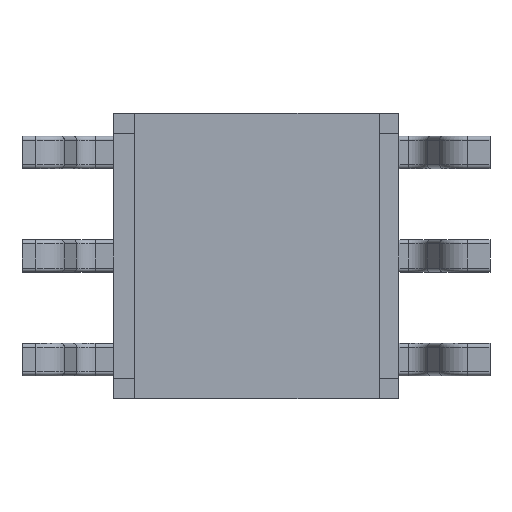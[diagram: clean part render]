
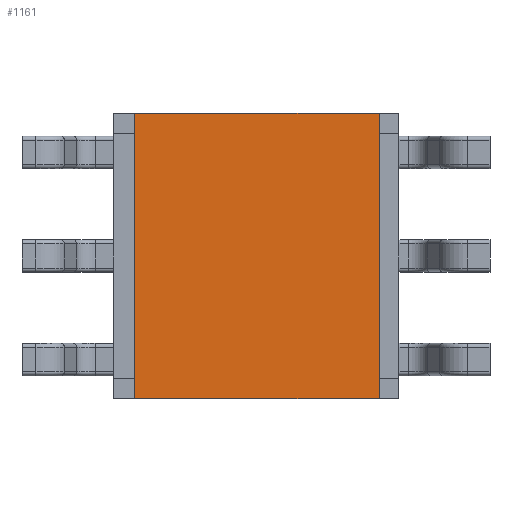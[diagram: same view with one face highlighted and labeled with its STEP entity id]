
A CAD part, front view. The second image highlights one B-rep face of the part: STEP entity #1161.
In plain terms, the highlighted planar face has unit normal (0, -1, 0).
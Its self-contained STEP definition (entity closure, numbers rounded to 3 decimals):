
#240 = CARTESIAN_POINT ( 'NONE',  ( 8.081, 0.5, 0.731 ) ) ;
#380 = VERTEX_POINT ( 'NONE', #959 ) ;
#959 = CARTESIAN_POINT ( 'NONE',  ( 14.081, 0.5, 0.731 ) ) ;
#1161 = ADVANCED_FACE ( 'NONE', ( #8668 ), #8718, .T. ) ;
#1262 = VERTEX_POINT ( 'NONE', #6828 ) ;
#2052 = LINE ( 'NONE', #9258, #6724 ) ;
#2191 = VECTOR ( 'NONE', #3304, 1000. ) ;
#2378 = VERTEX_POINT ( 'NONE', #5157 ) ;
#2824 = VECTOR ( 'NONE', #8180, 1000. ) ;
#3304 = DIRECTION ( 'NONE',  ( 1., 0., 0. ) ) ;
#3344 = DIRECTION ( 'NONE',  ( 0., 0., -1. ) ) ;
#3956 = CARTESIAN_POINT ( 'NONE',  ( 8.081, 0.5, 8.731 ) ) ;
#4014 = LINE ( 'NONE', #3956, #2824 ) ;
#4124 = CARTESIAN_POINT ( 'NONE',  ( 8.081, 0.5, 8.731 ) ) ;
#4424 = ORIENTED_EDGE ( 'NONE', *, *, #10352, .T. ) ;
#4689 = LINE ( 'NONE', #5478, #6037 ) ;
#4715 = ORIENTED_EDGE ( 'NONE', *, *, #6776, .T. ) ;
#5157 = CARTESIAN_POINT ( 'NONE',  ( 14.081, 0.5, 7.731 ) ) ;
#5478 = CARTESIAN_POINT ( 'NONE',  ( 7.56, 0.5, 7.731 ) ) ;
#6037 = VECTOR ( 'NONE', #9537, 1000. ) ;
#6325 = VERTEX_POINT ( 'NONE', #240 ) ;
#6337 = AXIS2_PLACEMENT_3D ( 'NONE', #4124, #8289, #3344 ) ;
#6724 = VECTOR ( 'NONE', #10088, 1000. ) ;
#6776 = EDGE_CURVE ( 'NONE', #2378, #1262, #4689, .T. ) ;
#6828 = CARTESIAN_POINT ( 'NONE',  ( 8.081, 0.5, 7.731 ) ) ;
#7546 = EDGE_CURVE ( 'NONE', #1262, #6325, #4014, .T. ) ;
#8180 = DIRECTION ( 'NONE',  ( 0., 0., -1. ) ) ;
#8289 = DIRECTION ( 'NONE',  ( 0., -1., 0. ) ) ;
#8618 = EDGE_LOOP ( 'NONE', ( #4424, #10142, #4715, #10099 ) ) ;
#8668 = FACE_OUTER_BOUND ( 'NONE', #8618, .T. ) ;
#8718 = PLANE ( 'NONE',  #6337 ) ;
#9034 = CARTESIAN_POINT ( 'NONE',  ( 7.56, 0.5, 0.731 ) ) ;
#9078 = EDGE_CURVE ( 'NONE', #2378, #380, #2052, .T. ) ;
#9258 = CARTESIAN_POINT ( 'NONE',  ( 14.081, 0.5, 8.731 ) ) ;
#9537 = DIRECTION ( 'NONE',  ( -1., 0., 0. ) ) ;
#9928 = LINE ( 'NONE', #9034, #2191 ) ;
#10088 = DIRECTION ( 'NONE',  ( 0., 0., -1. ) ) ;
#10099 = ORIENTED_EDGE ( 'NONE', *, *, #7546, .T. ) ;
#10142 = ORIENTED_EDGE ( 'NONE', *, *, #9078, .F. ) ;
#10352 = EDGE_CURVE ( 'NONE', #6325, #380, #9928, .T. ) ;
